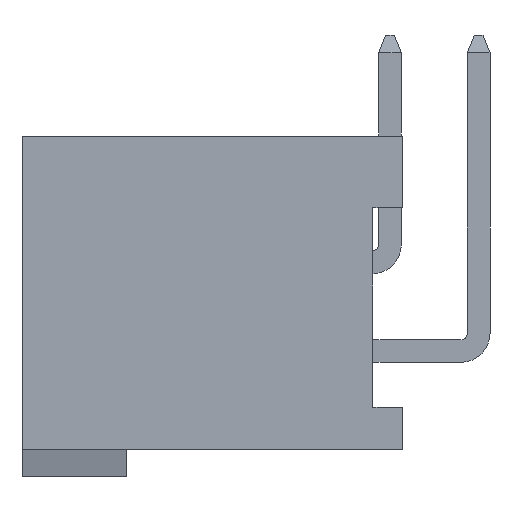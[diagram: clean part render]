
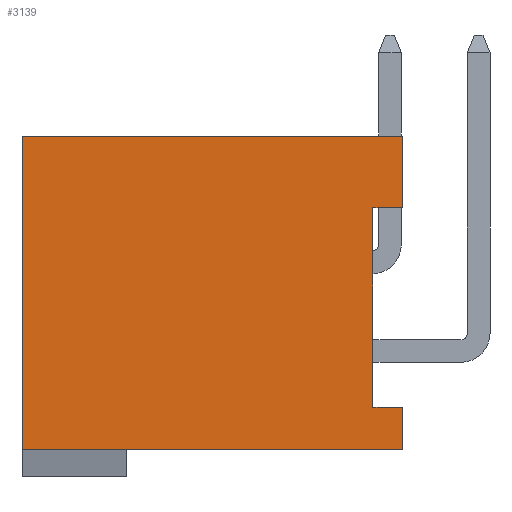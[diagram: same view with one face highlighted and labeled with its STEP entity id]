
A CAD part, left-side view. The second image highlights one B-rep face of the part: STEP entity #3139.
In plain terms, the highlighted planar face has unit normal (-1, 0, 0).
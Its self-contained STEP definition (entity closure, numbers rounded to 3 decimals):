
#485=DIRECTION('',(0.,0.,1.));
#486=VECTOR('',#485,2.05);
#487=CARTESIAN_POINT('',(-4.98,-5.45,2.825));
#488=LINE('',#487,#486);
#505=DIRECTION('',(0.,0.,1.));
#506=VECTOR('',#505,1.225);
#507=CARTESIAN_POINT('',(-4.98,-5.45,-4.1));
#508=LINE('',#507,#506);
#529=DIRECTION('',(0.,-1.,0.));
#530=VECTOR('',#529,10.9);
#531=CARTESIAN_POINT('',(-4.98,5.45,-4.1));
#532=LINE('',#531,#530);
#533=DIRECTION('',(0.,0.,1.));
#534=VECTOR('',#533,8.975);
#535=CARTESIAN_POINT('',(-4.98,5.45,-4.1));
#536=LINE('',#535,#534);
#537=DIRECTION('',(0.,1.,0.));
#538=VECTOR('',#537,0.85);
#539=CARTESIAN_POINT('',(-4.98,-5.45,2.825));
#540=LINE('',#539,#538);
#541=DIRECTION('',(0.,0.,1.));
#542=VECTOR('',#541,5.7);
#543=CARTESIAN_POINT('',(-4.98,-4.6,-2.875));
#544=LINE('',#543,#542);
#545=DIRECTION('',(0.,1.,0.));
#546=VECTOR('',#545,0.85);
#547=CARTESIAN_POINT('',(-4.98,-5.45,-2.875));
#548=LINE('',#547,#546);
#553=DIRECTION('',(0.,-1.,0.));
#554=VECTOR('',#553,10.9);
#555=CARTESIAN_POINT('',(-4.98,5.45,4.875));
#556=LINE('',#555,#554);
#1865=CARTESIAN_POINT('',(-4.98,5.45,4.875));
#1866=CARTESIAN_POINT('',(-4.98,-5.45,4.875));
#1867=VERTEX_POINT('',#1865);
#1868=VERTEX_POINT('',#1866);
#1885=CARTESIAN_POINT('',(-4.98,-5.45,-2.875));
#1886=CARTESIAN_POINT('',(-4.98,-4.6,-2.875));
#1887=VERTEX_POINT('',#1885);
#1888=VERTEX_POINT('',#1886);
#1889=CARTESIAN_POINT('',(-4.98,-4.6,2.825));
#1890=VERTEX_POINT('',#1889);
#1891=CARTESIAN_POINT('',(-4.98,-5.45,2.825));
#1892=VERTEX_POINT('',#1891);
#1979=CARTESIAN_POINT('',(-4.98,5.45,-4.1));
#1980=CARTESIAN_POINT('',(-4.98,-5.45,-4.1));
#1981=VERTEX_POINT('',#1979);
#1982=VERTEX_POINT('',#1980);
#3122=CARTESIAN_POINT('',(-4.98,5.45,-4.875));
#3123=DIRECTION('',(-1.,0.,0.));
#3124=DIRECTION('',(0.,-1.,0.));
#3125=AXIS2_PLACEMENT_3D('',#3122,#3123,#3124);
#3126=PLANE('',#3125);
#3127=ORIENTED_EDGE('',*,*,#2647,.F.);
#3128=ORIENTED_EDGE('',*,*,#2535,.T.);
#3130=ORIENTED_EDGE('',*,*,#3129,.T.);
#3131=ORIENTED_EDGE('',*,*,#3074,.F.);
#3132=ORIENTED_EDGE('',*,*,#2915,.T.);
#3133=ORIENTED_EDGE('',*,*,#2956,.F.);
#3135=ORIENTED_EDGE('',*,*,#3134,.F.);
#3136=ORIENTED_EDGE('',*,*,#3101,.F.);
#3137=EDGE_LOOP('',(#3127,#3128,#3130,#3131,#3132,#3133,#3135,#3136));
#3138=FACE_OUTER_BOUND('',#3137,.F.);
#3139=ADVANCED_FACE('',(#3138),#3126,.T.);
#2535=EDGE_CURVE('',#1981,#1867,#536,.T.);
#2647=EDGE_CURVE('',#1981,#1982,#532,.T.);
#2915=EDGE_CURVE('',#1892,#1890,#540,.T.);
#2956=EDGE_CURVE('',#1888,#1890,#544,.T.);
#3074=EDGE_CURVE('',#1892,#1868,#488,.T.);
#3101=EDGE_CURVE('',#1982,#1887,#508,.T.);
#3129=EDGE_CURVE('',#1867,#1868,#556,.T.);
#3134=EDGE_CURVE('',#1887,#1888,#548,.T.);
